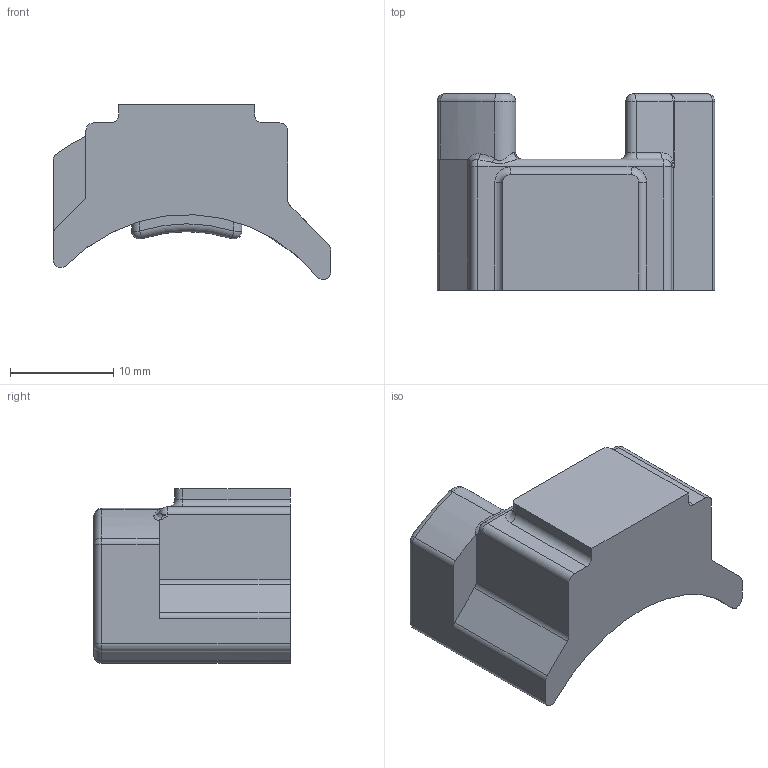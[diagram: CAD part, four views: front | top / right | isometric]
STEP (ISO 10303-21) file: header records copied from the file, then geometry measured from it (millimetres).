
FILE_DESCRIPTION(/* description */ ('ANTI ROTATION BUTTON 316SS'),/* implementation_level */ '2;1');
FILE_NAME(/* name */ 'DM15288SS.stp',/* time_stamp */ '2017-04-13T08:50:15-04:00',/* author */ ('areid'),/* organization */ (''),/* preprocessor_version */ 'ST-DEVELOPER v16.5',/* originating_system */ 'Autodesk Inventor 2017',/* authorisation */ '');
FILE_SCHEMA (('AUTOMOTIVE_DESIGN { 1 0 10303 214 3 1 1 }'));
Length unit declared in the file: inch
Products named in the file (2): DM15288SS; DM15288SSX
Assembly tree (1 placements, depth 2):
  DM15288SS
    DM15288SSX
Bounding box: 26.92 x 19.05 x 16.95 mm (x, y, z)
Volume: 3400.4 mm3; surface area: 2216.6 mm2
Topology: 1 solids, 1 shells, 120 faces, 281 edges, 160 vertices
Faces by surface type: cylinder 45, plane 23, bspline 21, torus 19, sphere 12
Entity records: 4170 total; most frequent: CARTESIAN_POINT 1458, DIRECTION 573, ORIENTED_EDGE 556, EDGE_CURVE 278, AXIS2_PLACEMENT_3D 239, VERTEX_POINT 160, CIRCLE 132, FACE_OUTER_BOUND 120
